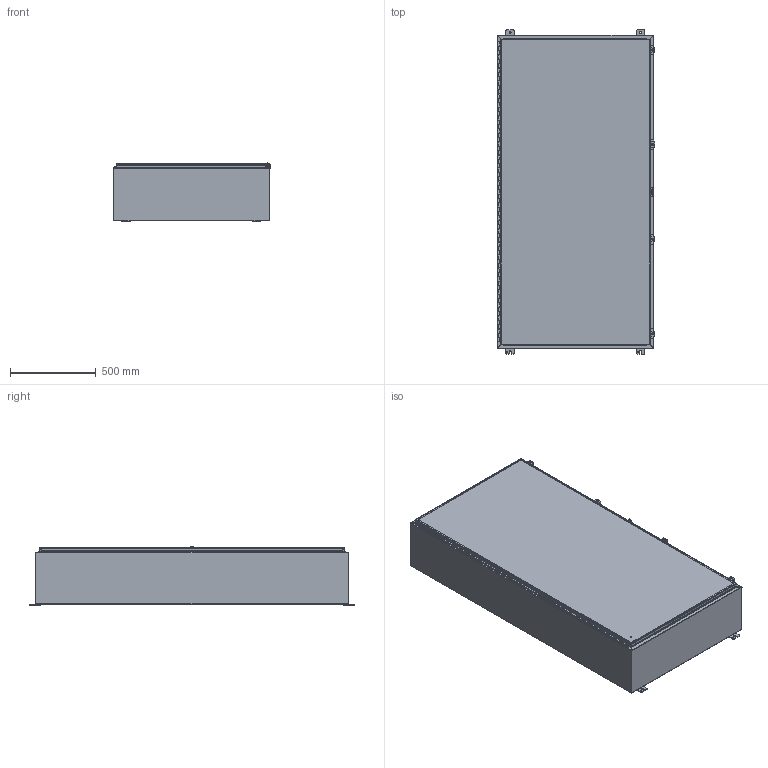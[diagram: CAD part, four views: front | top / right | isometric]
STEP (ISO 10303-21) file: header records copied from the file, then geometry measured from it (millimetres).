
FILE_DESCRIPTION((''),'2;1');
FILE_NAME('N12723612.stp','2012-02-20T15:57:34',('dnichola'),(''),'Autodesk Inventor 2012','Autodesk Inventor 2012','');
FILE_SCHEMA(('AUTOMOTIVE_DESIGN { 1 0 10303 214 1 1 1 1 }'));
Length unit declared in the file: inch
Products named in the file (20): N12723612; 34840; 38413; N123612TB; N12723612BLR; 70x34; 38846; 3293; N127236LID; 30823; 30824; 30824-1; HFW30825-2; HFW30825-3; HFW30825-4; 3889; HSSN1300W68; HSSN1300W68T; HSSN1300W68L; HSSN1300W68P
Assembly tree (36 placements, depth 3):
  N12723612
    34840  x4
    38413
    N123612TB  x2
    N12723612BLR
    70x34
    38846
    3293
    N127236LID
    30823  x4
    30824  x4
      30824-1
      HFW30825-2
      HFW30825-3
      HFW30825-4
    3889  x8
    HSSN1300W68
      HSSN1300W68T
      HSSN1300W68L
      HSSN1300W68P
Bounding box: 922.29 x 1892.3 x 340.62 mm (x, y, z)
Volume: 10606774 mm3; surface area: 11102050.5 mm2
Topology: 43 solids, 43 shells, 1580 faces, 4215 edges, 2749 vertices
Faces by surface type: plane 935, cylinder 502, bspline 83, sphere 24, torus 18, cone 18
Full cylindrical faces by diameter (mm): 2.794 x6, 3.048 x1, 3.967 x1, 5.359 x4, 6.35 x5, 7.137 x4, 7.95 x4, 8.382 x16, 8.56 x1, 8.89 x4, 11.125 x4, 12.7 x5, 13.208 x4, 15.875 x8
Entity records: 38116 total; most frequent: CARTESIAN_POINT 8502, ORIENTED_EDGE 5912, DIRECTION 5840, EDGE_CURVE 2956, VECTOR 2104, LINE 2104, VERTEX_POINT 1948, AXIS2_PLACEMENT_3D 1868
